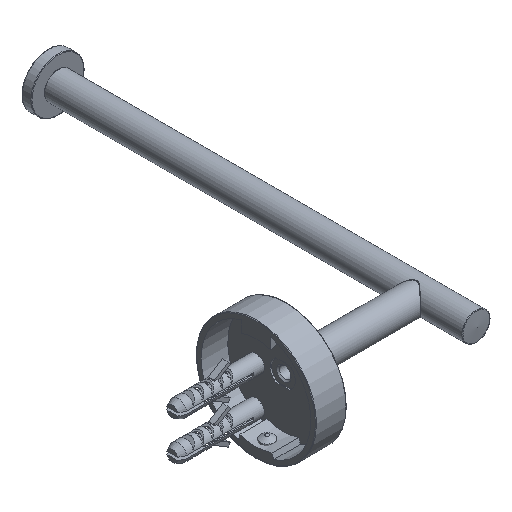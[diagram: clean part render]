
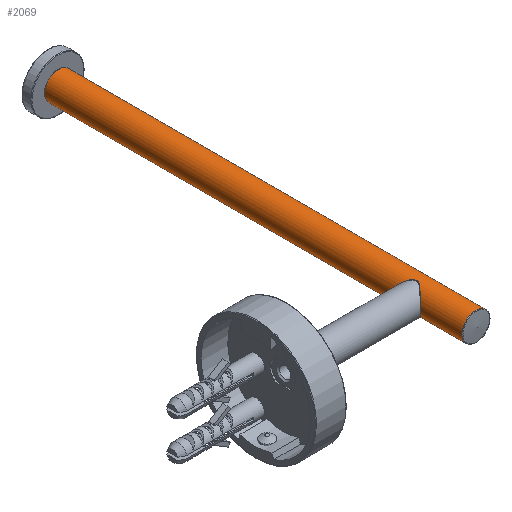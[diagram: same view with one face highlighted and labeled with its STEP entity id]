
A CAD part, isometric view. The second image highlights one B-rep face of the part: STEP entity #2069.
In plain terms, the highlighted cylindrical face has radius 5 mm (diameter 10 mm), a full revolution.
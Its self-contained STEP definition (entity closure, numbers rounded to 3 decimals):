
#428=CIRCLE('',#2239,5.);
#429=CIRCLE('',#2240,5.);
#609=ORIENTED_EDGE('',*,*,#1000,.T.);
#610=ORIENTED_EDGE('',*,*,#1001,.T.);
#611=ORIENTED_EDGE('',*,*,#1002,.F.);
#1000=EDGE_CURVE('',#1214,#1214,#428,.T.);
#1001=EDGE_CURVE('',#1215,#1215,#429,.F.);
#1002=EDGE_CURVE('',#1216,#1216,#1334,.T.);
#1214=VERTEX_POINT('',#3352);
#1215=VERTEX_POINT('',#3354);
#1216=VERTEX_POINT('',#3366);
#1334=B_SPLINE_CURVE_WITH_KNOTS('',3,(#3355,#3356,#3357,#3358,#3359,#3360,
#3361,#3362,#3363,#3364,#3365),.UNSPECIFIED.,.T.,.F.,(1,1,1,1,1,1,1,1,1,
1,1,1,1,1,1),(-0.004,-0.002,-0.001,
0.,0.001,0.002,0.004,
0.005,0.006,0.007,0.008,
0.009,0.011,0.012,0.013),
 .UNSPECIFIED.);
#1405=EDGE_LOOP('',(#609));
#1406=EDGE_LOOP('',(#610));
#1407=EDGE_LOOP('',(#611));
#1564=FACE_BOUND('',#1405,.T.);
#1565=FACE_BOUND('',#1406,.T.);
#1566=FACE_BOUND('',#1407,.T.);
#1677=CYLINDRICAL_SURFACE('',#2238,5.);
#2069=ADVANCED_FACE('',(#1564,#1565,#1566),#1677,.T.);
#2238=AXIS2_PLACEMENT_3D('',#3350,#2549,#2550);
#2239=AXIS2_PLACEMENT_3D('',#3351,#2551,#2552);
#2240=AXIS2_PLACEMENT_3D('',#3353,#2553,#2554);
#2549=DIRECTION('',(0.,1.,0.));
#2550=DIRECTION('',(0.,0.,1.));
#2551=DIRECTION('',(0.,1.,0.));
#2552=DIRECTION('',(0.,0.,1.));
#2553=DIRECTION('',(0.,1.,0.));
#2554=DIRECTION('',(0.,0.,1.));
#3350=CARTESIAN_POINT('',(0.,-20.,0.));
#3351=CARTESIAN_POINT('',(0.,-19.822,0.));
#3352=CARTESIAN_POINT('',(0.,-19.822,5.));
#3353=CARTESIAN_POINT('',(0.,129.8,0.));
#3354=CARTESIAN_POINT('',(0.,129.8,5.));
#3355=CARTESIAN_POINT('',(-4.887,1.175,1.176));
#3356=CARTESIAN_POINT('',(-5.056,1.663,0.));
#3357=CARTESIAN_POINT('',(-4.887,1.174,-1.176));
#3358=CARTESIAN_POINT('',(-4.711,0.002,-1.662));
#3359=CARTESIAN_POINT('',(-4.888,-1.176,-1.175));
#3360=CARTESIAN_POINT('',(-5.056,-1.662,-0.001));
#3361=CARTESIAN_POINT('',(-4.888,-1.176,1.175));
#3362=CARTESIAN_POINT('',(-4.711,0.,1.662));
#3363=CARTESIAN_POINT('',(-4.887,1.175,1.176));
#3364=CARTESIAN_POINT('',(-5.056,1.663,0.));
#3365=CARTESIAN_POINT('',(-4.887,1.174,-1.176));
#3366=CARTESIAN_POINT('',(-5.,1.5,0.));
